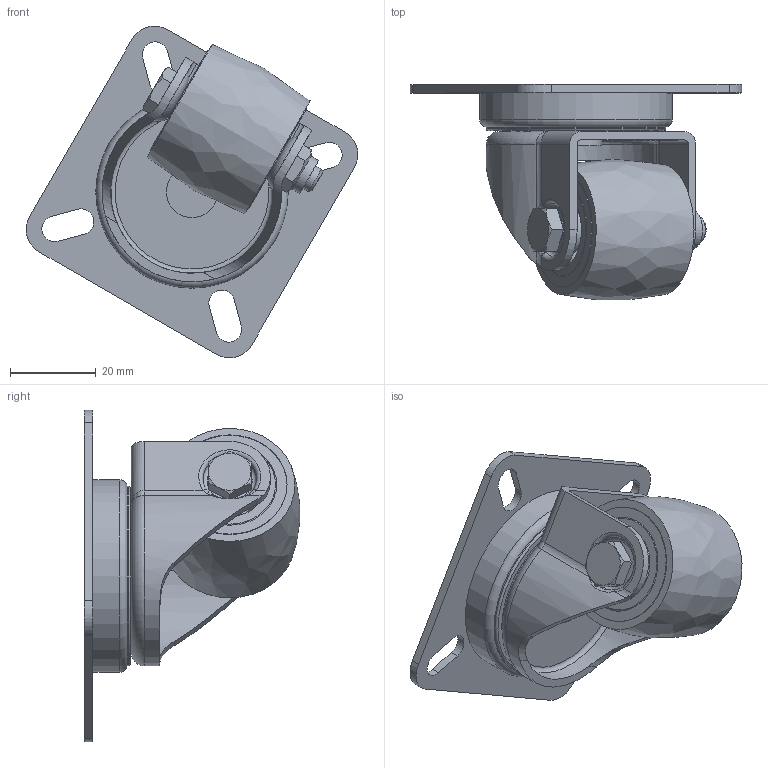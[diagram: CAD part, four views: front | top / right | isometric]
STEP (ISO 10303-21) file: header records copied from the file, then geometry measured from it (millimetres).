
FILE_DESCRIPTION(/* description */ (''),/* implementation_level */ '2;1');
FILE_NAME(/* name */ 'LMPUSS033KUPL.stp',/* time_stamp */ '2018-08-08T15:53:08+02:00',/* author */ ('raede'),/* organization */ (''),/* preprocessor_version */ 'ST-DEVELOPER v15.6',/* originating_system */ 'Autodesk Inventor 2015',/* authorisation */ '');
FILE_SCHEMA (('AUTOMOTIVE_DESIGN { 1 0 10303 214 3 1 1 }'));
Length unit declared in the file: millimetre
Products named in the file (9): Gehaeuse_LPU033KUO; Rad_33x26; DIN 625 SKF - SKF 627-2RS1; DIN 931-1 - M6 x 40; DIN 985 - M6; PUS033_26_06; LPUSS033KUPL; Platte_60x60_Langloch_38x47; LPUSS033KUPL_ZSB
Bounding box: 77.57 x 50.36 x 77.57 mm (x, y, z)
Volume: 41996.8 mm3; surface area: 35848 mm2
Topology: 12 solids, 12 shells, 218 faces, 570 edges, 365 vertices
Faces by surface type: plane 71, cylinder 65, torus 46, bspline 13, cone 13, sphere 10
Full cylindrical faces by diameter (mm): 4.917 x1, 6 x1, 6.2 x2, 6.25 x1, 7 x2, 7.928 x1, 8 x1, 8.9 x2, 10.25 x1, 11 x1, 11.8 x4, 12 x1, 12.5 x2, 17.2 x4, 18 x1, 22 x4, 26.8 x2, 38.5 x1, 42 x2, 45 x1
Entity records: 6204 total; most frequent: CARTESIAN_POINT 1964, DIRECTION 844, ORIENTED_EDGE 770, EDGE_CURVE 385, AXIS2_PLACEMENT_3D 370, EDGE_LOOP 285, VERTEX_POINT 274, ADVANCED_FACE 189
